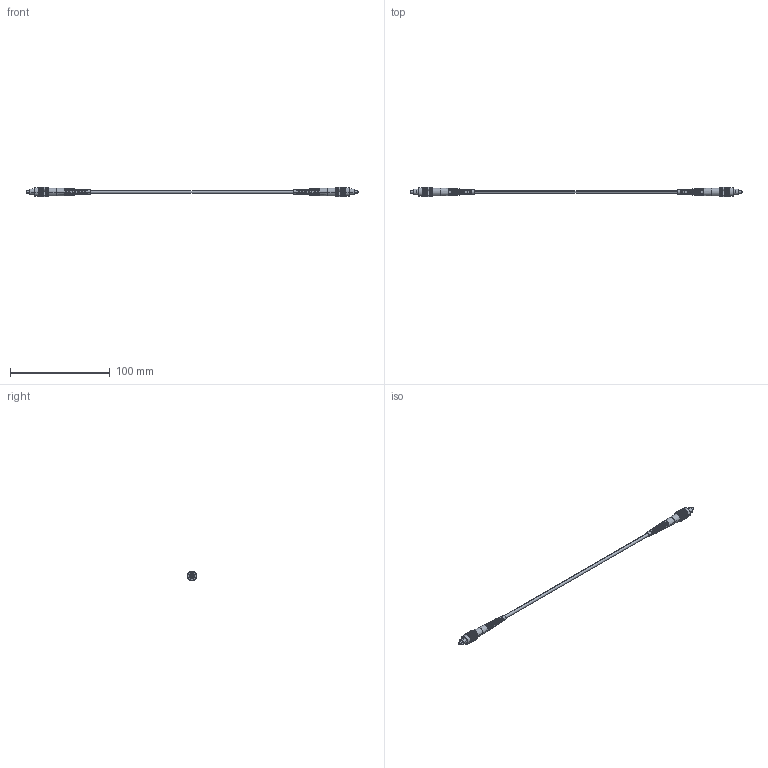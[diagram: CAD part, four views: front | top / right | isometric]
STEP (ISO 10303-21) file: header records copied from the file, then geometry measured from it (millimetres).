
FILE_DESCRIPTION (( 'STEP AP214' ), '1' );
FILE_NAME ('FCA-PM15FCAFCA-3_3D.step', '2023-03-02T18:06:20', ( '' ), ( '' ), 'SwSTEP 2.0', 'SolidWorks 2022', '' );
FILE_SCHEMA (( 'AUTOMOTIVE_DESIGN' ));
Length unit declared in the file: inch
Products named in the file (3): 3mm_CABLE_PVC_YELLOW_FUJIKURA_PM_FIBER^FCA-PM15FCAFCA-3; FC______^FCA-PM15FCAFCA-3; FCA-PM15FCAFCA-3_3D
Assembly tree (3 placements, depth 2):
  FCA-PM15FCAFCA-3_3D
    FC______^FCA-PM15FCAFCA-3  x2
    3mm_CABLE_PVC_YELLOW_FUJIKURA_PM_FIBER^FCA-PM15FCAFCA-3
Bounding box: 333.2 x 9.99 x 9.99 mm (x, y, z)
Volume: 6017.4 mm3; surface area: 6870.1 mm2
Topology: 3 solids, 3 shells, 602 faces, 1642 edges, 1092 vertices
Faces by surface type: plane 386, cylinder 208, cone 8
Entity records: 10142 total; most frequent: CARTESIAN_POINT 2221, ORIENTED_EDGE 1648, DIRECTION 1626, EDGE_CURVE 824, AXIS2_PLACEMENT_3D 553, VERTEX_POINT 548, LINE 520, VECTOR 520
